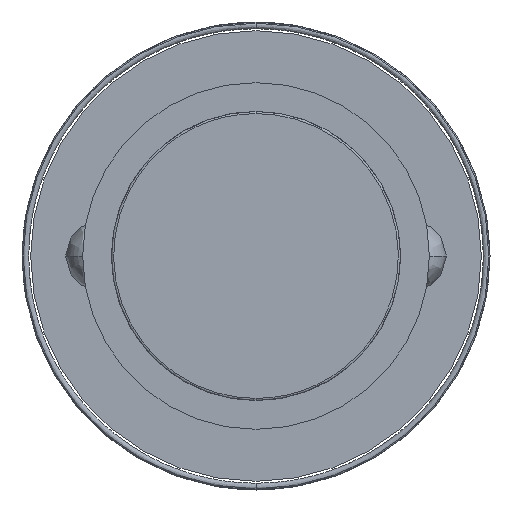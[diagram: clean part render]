
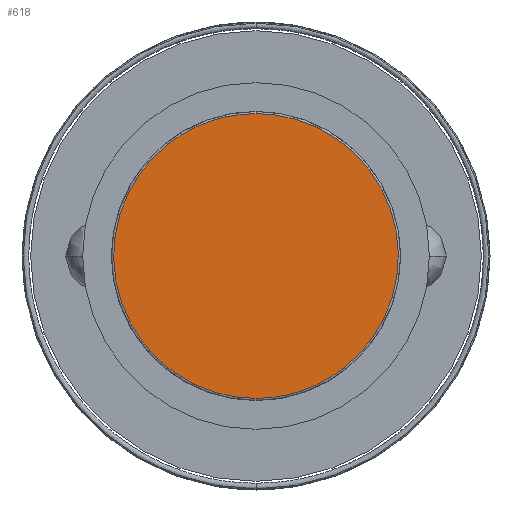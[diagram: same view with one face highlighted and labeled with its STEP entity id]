
A CAD part, front view. The second image highlights one B-rep face of the part: STEP entity #618.
In plain terms, the highlighted planar face has unit normal (0, -1, 0).
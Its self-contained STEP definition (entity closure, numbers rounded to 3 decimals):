
#60 = CARTESIAN_POINT ( 'NONE',  ( 246.4, 0., -123.2 ) ) ;
#158 = CARTESIAN_POINT ( 'NONE',  ( -246.4, 0., 123.2 ) ) ;
#182 = CARTESIAN_POINT ( 'NONE',  ( -246.4, 0., -123.2 ) ) ;
#384 = CARTESIAN_POINT ( 'NONE',  ( 0., 0., 123.2 ) ) ;
#424 = CARTESIAN_POINT ( 'NONE',  ( 0., 0., 123.2 ) ) ;
#566 =( BOUNDED_CURVE ( )  B_SPLINE_CURVE ( 3, ( #1940, #182, #158, #384 ),
 .UNSPECIFIED., .F., .T. ) 
 B_SPLINE_CURVE_WITH_KNOTS ( ( 4, 4 ),
 ( 0., 1. ),
 .UNSPECIFIED. ) 
 CURVE ( )  GEOMETRIC_REPRESENTATION_ITEM ( )  RATIONAL_B_SPLINE_CURVE ( ( 1., 0.333, 0.333, 1. ) ) 
 REPRESENTATION_ITEM ( '' )  );
#618 = ADVANCED_FACE ( 'N', ( #666 ), #689, .F. ) ;
#661 = ORIENTED_EDGE ( 'NONE', *, *, #1109, .F. ) ;
#666 = FACE_OUTER_BOUND ( 'NONE', #1908, .T. ) ;
#689 = PLANE ( 'NONE',  #1781 ) ;
#784 = VERTEX_POINT ( 'NONE', #1715 ) ;
#867 = CARTESIAN_POINT ( 'NONE',  ( 0., 0., -123.2 ) ) ;
#897 = CARTESIAN_POINT ( 'NONE',  ( -123.2, 0., 0. ) ) ;
#915 =( BOUNDED_CURVE ( )  B_SPLINE_CURVE ( 3, ( #993, #1088, #60, #867 ),
 .UNSPECIFIED., .F., .T. ) 
 B_SPLINE_CURVE_WITH_KNOTS ( ( 4, 4 ),
 ( 0., 1. ),
 .UNSPECIFIED. ) 
 CURVE ( )  GEOMETRIC_REPRESENTATION_ITEM ( )  RATIONAL_B_SPLINE_CURVE ( ( 1., 0.333, 0.333, 1. ) ) 
 REPRESENTATION_ITEM ( '' )  );
#924 = EDGE_CURVE ( 'NONE', #1684, #784, #915, .T. ) ;
#993 = CARTESIAN_POINT ( 'NONE',  ( 0., 0., 123.2 ) ) ;
#1069 = ORIENTED_EDGE ( 'NONE', *, *, #924, .F. ) ;
#1075 = DIRECTION ( 'NONE',  ( 0., 1., 0. ) ) ;
#1088 = CARTESIAN_POINT ( 'NONE',  ( 246.4, 0., 123.2 ) ) ;
#1109 = EDGE_CURVE ( 'NONE', #784, #1684, #566, .T. ) ;
#1684 = VERTEX_POINT ( 'NONE', #424 ) ;
#1715 = CARTESIAN_POINT ( 'NONE',  ( 0., 0., -123.2 ) ) ;
#1781 = AXIS2_PLACEMENT_3D ( 'NONE', #897, #1075, #2046 ) ;
#1908 = EDGE_LOOP ( 'NONE', ( #661, #1069 ) ) ;
#1940 = CARTESIAN_POINT ( 'NONE',  ( 0., 0., -123.2 ) ) ;
#2046 = DIRECTION ( 'NONE',  ( 0., 0., 1. ) ) ;
